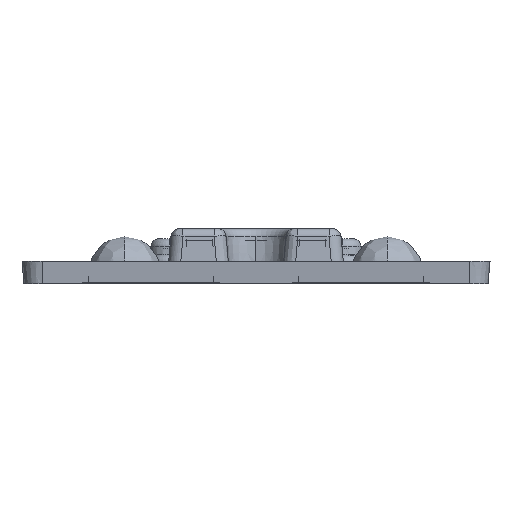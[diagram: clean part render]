
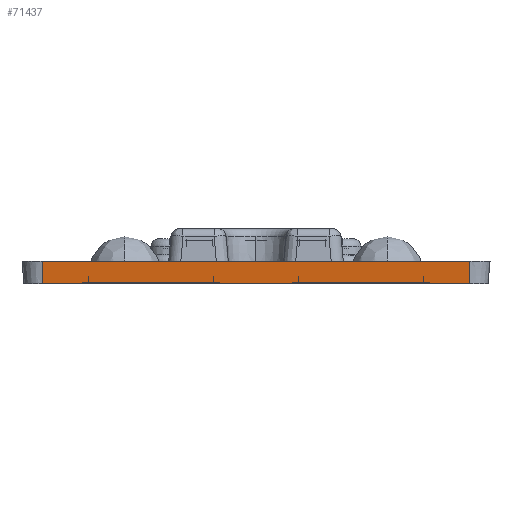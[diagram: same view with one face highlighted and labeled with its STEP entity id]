
A CAD part, left-side view. The second image highlights one B-rep face of the part: STEP entity #71437.
In plain terms, the highlighted planar face has unit normal (-0.996, 0, -0.087).
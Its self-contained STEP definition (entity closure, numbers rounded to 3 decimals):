
#68 = CARTESIAN_POINT ( 'NONE',  ( -43916.362, 53., 499000. ) ) ;
#3547 = DIRECTION ( 'NONE',  ( 0.996, 0., 0.087 ) ) ;
#8756 = EDGE_CURVE ( 'NONE', #20315, #55219, #35020, .T. ) ;
#11051 = FACE_OUTER_BOUND ( 'NONE', #81219, .T. ) ;
#11192 = VECTOR ( 'NONE', #30586, 1000. ) ;
#17346 = LINE ( 'NONE', #47853, #75234 ) ;
#18394 = VERTEX_POINT ( 'NONE', #46608 ) ;
#20315 = VERTEX_POINT ( 'NONE', #29774 ) ;
#21568 = LINE ( 'NONE', #52078, #90456 ) ;
#28653 = ORIENTED_EDGE ( 'NONE', *, *, #85255, .F. ) ;
#29774 = CARTESIAN_POINT ( 'NONE',  ( -260., -53., 5.5 ) ) ;
#30586 = DIRECTION ( 'NONE',  ( -0.087, 0., 0.996 ) ) ;
#33445 = CARTESIAN_POINT ( 'NONE',  ( -259.519, 53., 0. ) ) ;
#34068 = DIRECTION ( 'NONE',  ( 0.087, 0., -0.996 ) ) ;
#35020 = LINE ( 'NONE', #65536, #90609 ) ;
#39397 = ORIENTED_EDGE ( 'NONE', *, *, #8756, .F. ) ;
#41573 = PLANE ( 'NONE',  #70859 ) ;
#46608 = CARTESIAN_POINT ( 'NONE',  ( -260., 53., 5.5 ) ) ;
#46671 = EDGE_CURVE ( 'NONE', #18394, #20315, #21568, .T. ) ;
#47853 = CARTESIAN_POINT ( 'NONE',  ( -259.519, -52., 0. ) ) ;
#52078 = CARTESIAN_POINT ( 'NONE',  ( -260., 56., 5.5 ) ) ;
#55219 = VERTEX_POINT ( 'NONE', #84339 ) ;
#63388 = ORIENTED_EDGE ( 'NONE', *, *, #89429, .F. ) ;
#63417 = ORIENTED_EDGE ( 'NONE', *, *, #46671, .F. ) ;
#65536 = CARTESIAN_POINT ( 'NONE',  ( -260., -53., 5.5 ) ) ;
#70859 = AXIS2_PLACEMENT_3D ( 'NONE', #72071, #3547, #34068 ) ;
#71437 = ADVANCED_FACE ( 'NONE', ( #11051 ), #41573, .F. ) ;
#72071 = CARTESIAN_POINT ( 'NONE',  ( -260., -56., 5.5 ) ) ;
#75234 = VECTOR ( 'NONE', #78358, 1000. ) ;
#76104 = LINE ( 'NONE', #68, #11192 ) ;
#78358 = DIRECTION ( 'NONE',  ( 0., 1., 0. ) ) ;
#81219 = EDGE_LOOP ( 'NONE', ( #63388, #39397, #63417, #28653 ) ) ;
#82447 = VERTEX_POINT ( 'NONE', #33445 ) ;
#82593 = DIRECTION ( 'NONE',  ( 0., -1., 0. ) ) ;
#84339 = CARTESIAN_POINT ( 'NONE',  ( -259.519, -53., 0. ) ) ;
#85255 = EDGE_CURVE ( 'NONE', #82447, #18394, #76104, .T. ) ;
#89429 = EDGE_CURVE ( 'NONE', #55219, #82447, #17346, .T. ) ;
#90456 = VECTOR ( 'NONE', #82593, 1000. ) ;
#90609 = VECTOR ( 'NONE', #96016, 1000. ) ;
#96016 = DIRECTION ( 'NONE',  ( 0.087, 0., -0.996 ) ) ;
